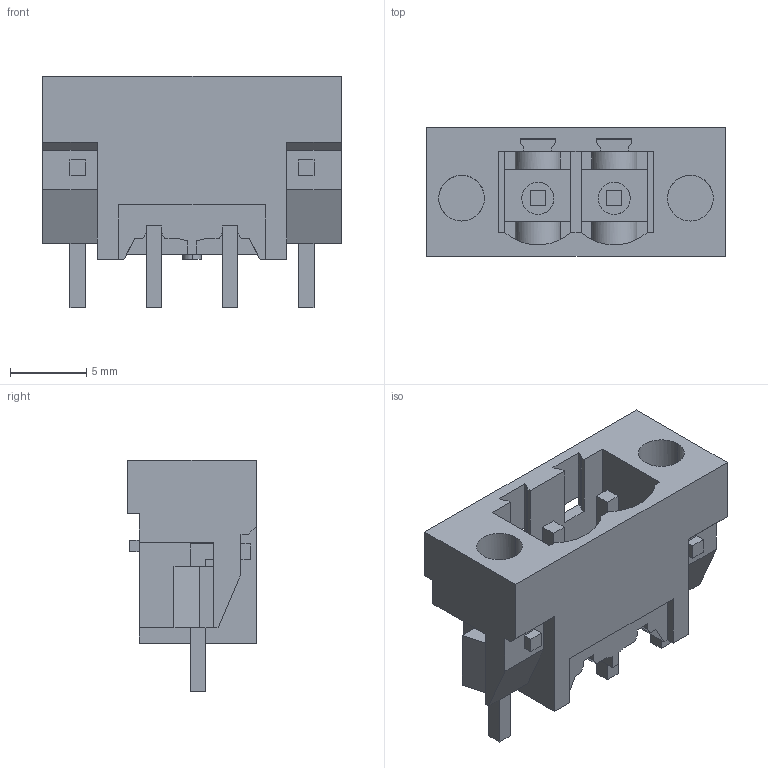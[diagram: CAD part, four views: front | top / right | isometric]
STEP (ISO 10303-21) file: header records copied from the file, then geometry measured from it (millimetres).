
FILE_DESCRIPTION(('CATIA V5 STEP Exchange','CAx-IF Rec.Pracs.--- Model Styling and Organization---1.2---2011-12-15'),'2;1');
FILE_NAME ('D1457156_0_1841390000_1841390000.stp','2018-04-12T04:27:31+00:00',('none'),('Weidmueller'),'CATIA Version 5-6 Release 2014','CATIA V5 STEP AP214','none');
FILE_SCHEMA(('AUTOMOTIVE_DESIGN { 1 0 10303 214 1 1 1 1 }'));
Length unit declared in the file: millimetre
Products named in the file (1): 1841390000
Bounding box: 19.6 x 8.43 x 15.2 mm (x, y, z)
Volume: 929.2 mm3; surface area: 1788.6 mm2
Topology: 5 solids, 5 shells, 219 faces, 620 edges, 409 vertices
Faces by surface type: plane 199, cylinder 20
Entity records: 6961 total; most frequent: CARTESIAN_POINT 1401, ORIENTED_EDGE 1240, DIRECTION 973, EDGE_CURVE 620, VECTOR 569, LINE 569, VERTEX_POINT 409, EDGE_LOOP 229
